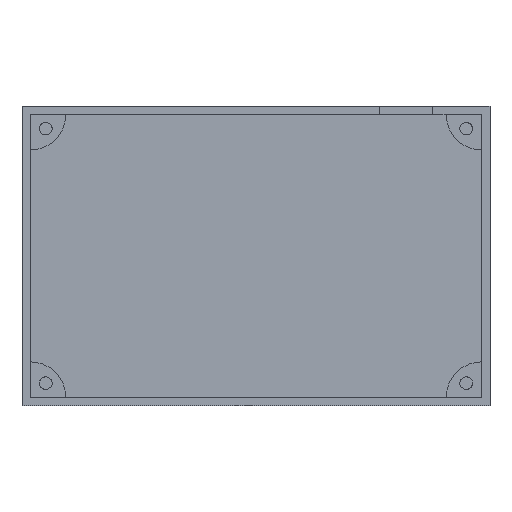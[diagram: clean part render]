
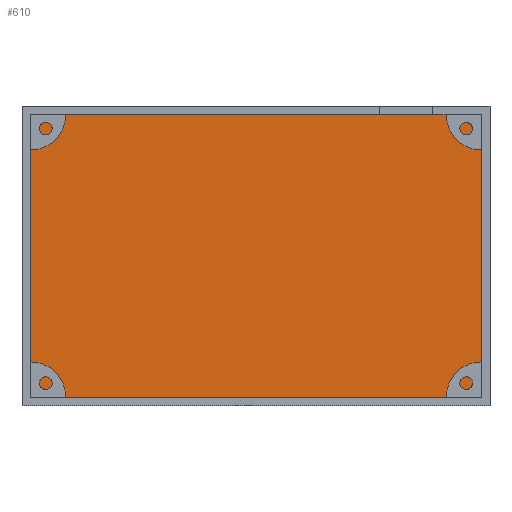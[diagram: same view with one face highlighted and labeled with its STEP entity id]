
A CAD part, top view. The second image highlights one B-rep face of the part: STEP entity #610.
In plain terms, the highlighted planar face has unit normal (0, 0, 1).
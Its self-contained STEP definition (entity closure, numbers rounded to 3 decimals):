
#76=FACE_OUTER_BOUND('',#114,.T.);
#114=EDGE_LOOP('',(#555,#556,#557,#558));
#143=LINE('',#972,#211);
#157=LINE('',#1001,#225);
#166=LINE('',#1071,#234);
#179=LINE('',#1147,#247);
#211=VECTOR('',#723,10.);
#225=VECTOR('',#745,10.);
#234=VECTOR('',#766,10.);
#247=VECTOR('',#797,10.);
#276=VERTEX_POINT('',#969);
#277=VERTEX_POINT('',#971);
#288=VERTEX_POINT('',#999);
#297=VERTEX_POINT('',#1069);
#342=EDGE_CURVE('',#277,#276,#143,.T.);
#357=EDGE_CURVE('',#276,#288,#157,.T.);
#370=EDGE_CURVE('',#288,#297,#166,.T.);
#387=EDGE_CURVE('',#297,#277,#179,.T.);
#555=ORIENTED_EDGE('',*,*,#342,.T.);
#556=ORIENTED_EDGE('',*,*,#357,.T.);
#557=ORIENTED_EDGE('',*,*,#370,.T.);
#558=ORIENTED_EDGE('',*,*,#387,.T.);
#580=PLANE('',#662);
#610=ADVANCED_FACE('',(#76),#580,.T.);
#662=AXIS2_PLACEMENT_3D('',#1155,#807,#808);
#723=DIRECTION('',(0.,-1.,0.));
#745=DIRECTION('',(1.,0.,0.));
#766=DIRECTION('',(0.,1.,0.));
#797=DIRECTION('',(-1.,0.,0.));
#807=DIRECTION('center_axis',(0.,0.,1.));
#808=DIRECTION('ref_axis',(1.,0.,0.));
#969=CARTESIAN_POINT('',(1.5,1.5,1.));
#971=CARTESIAN_POINT('',(1.5,51.9,1.));
#972=CARTESIAN_POINT('',(1.5,51.9,1.));
#999=CARTESIAN_POINT('',(82.,1.5,1.));
#1001=CARTESIAN_POINT('',(1.5,1.5,1.));
#1069=CARTESIAN_POINT('',(82.,51.9,1.));
#1071=CARTESIAN_POINT('',(82.,1.5,1.));
#1147=CARTESIAN_POINT('',(82.,51.9,1.));
#1155=CARTESIAN_POINT('Origin',(41.75,26.7,1.));
